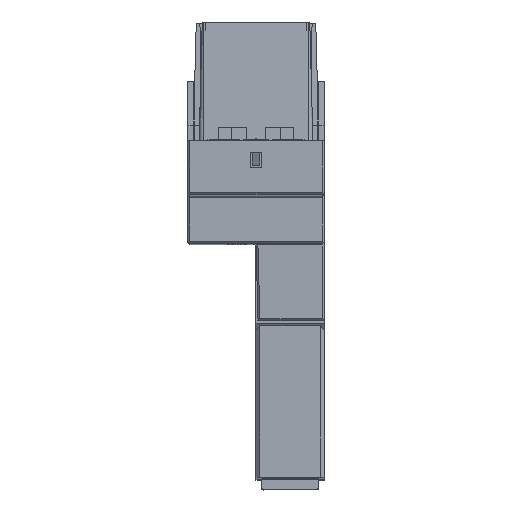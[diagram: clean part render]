
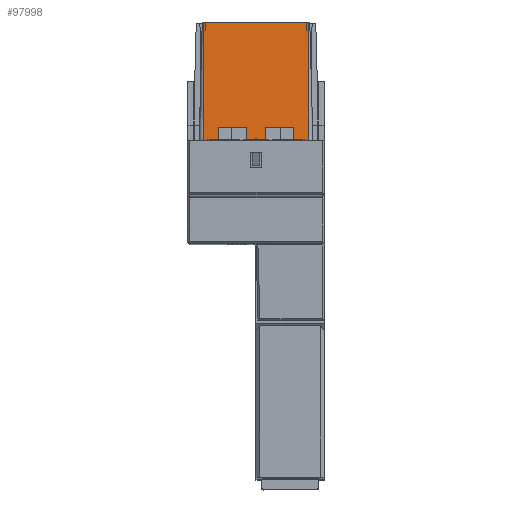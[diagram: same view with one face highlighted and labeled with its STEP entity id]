
A CAD part, top view. The second image highlights one B-rep face of the part: STEP entity #97998.
In plain terms, the highlighted face is planar.
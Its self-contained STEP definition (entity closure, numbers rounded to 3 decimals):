
#54690=DIRECTION('',(0.,0.,-1.));
#54691=VECTOR('',#54690,3.9);
#54692=CARTESIAN_POINT('',(-109.873,-27.,13.8));
#54693=LINE('',#54692,#54691);
#54697=DIRECTION('',(0.,0.,-1.));
#54698=VECTOR('',#54697,5.);
#54699=CARTESIAN_POINT('',(-109.873,-27.,2.5));
#54700=LINE('',#54699,#54698);
#54704=DIRECTION('',(0.,0.,-1.));
#54705=VECTOR('',#54704,3.9);
#54706=CARTESIAN_POINT('',(-109.873,-27.,-9.9));
#54707=LINE('',#54706,#54705);
#55426=DIRECTION('',(-0.026,1.,0.));
#55427=VECTOR('',#55426,31.411);
#55428=CARTESIAN_POINT('',(-109.05,-58.4,13.8));
#55429=LINE('',#55428,#55427);
#55512=DIRECTION('',(0.,0.,-1.));
#55513=VECTOR('',#55512,7.4);
#55514=CARTESIAN_POINT('',(-109.781,-30.5,9.9));
#55515=LINE('',#55514,#55513);
#55526=DIRECTION('',(0.026,-1.,0.));
#55527=VECTOR('',#55526,3.501);
#55528=CARTESIAN_POINT('',(-109.873,-27.,9.9));
#55529=LINE('',#55528,#55527);
#55554=DIRECTION('',(0.,0.,-1.));
#55555=VECTOR('',#55554,27.6);
#55556=CARTESIAN_POINT('',(-109.05,-58.4,13.8));
#55557=LINE('',#55556,#55555);
#55561=DIRECTION('',(0.026,-1.,0.));
#55562=VECTOR('',#55561,31.411);
#55563=CARTESIAN_POINT('',(-109.873,-27.,-13.8));
#55564=LINE('',#55563,#55562);
#58732=DIRECTION('',(-0.026,1.,0.));
#58733=VECTOR('',#58732,3.501);
#58734=CARTESIAN_POINT('',(-109.781,-30.5,-9.9));
#58735=LINE('',#58734,#58733);
#58753=DIRECTION('',(0.,0.,-1.));
#58754=VECTOR('',#58753,7.4);
#58755=CARTESIAN_POINT('',(-109.781,-30.5,-2.5));
#58756=LINE('',#58755,#58754);
#58767=DIRECTION('',(0.026,-1.,0.));
#58768=VECTOR('',#58767,3.501);
#58769=CARTESIAN_POINT('',(-109.873,-27.,-2.5));
#58770=LINE('',#58769,#58768);
#58844=DIRECTION('',(-0.026,1.,0.));
#58845=VECTOR('',#58844,3.501);
#58846=CARTESIAN_POINT('',(-109.781,-30.5,2.5));
#58847=LINE('',#58846,#58845);
#76009=CARTESIAN_POINT('',(-109.873,-27.,13.8));
#76010=VERTEX_POINT('',#76009);
#76011=CARTESIAN_POINT('',(-109.873,-27.,9.9));
#76012=VERTEX_POINT('',#76011);
#76017=CARTESIAN_POINT('',(-109.873,-27.,2.5));
#76018=VERTEX_POINT('',#76017);
#76019=CARTESIAN_POINT('',(-109.873,-27.,-2.5));
#76020=VERTEX_POINT('',#76019);
#76025=CARTESIAN_POINT('',(-109.873,-27.,-9.9));
#76026=VERTEX_POINT('',#76025);
#76027=CARTESIAN_POINT('',(-109.873,-27.,-13.8));
#76028=VERTEX_POINT('',#76027);
#76201=CARTESIAN_POINT('',(-109.05,-58.4,13.8));
#76202=VERTEX_POINT('',#76201);
#76211=CARTESIAN_POINT('',(-109.05,-58.4,-13.8));
#76212=VERTEX_POINT('',#76211);
#76221=CARTESIAN_POINT('',(-109.781,-30.5,9.9));
#76222=VERTEX_POINT('',#76221);
#76223=CARTESIAN_POINT('',(-109.781,-30.5,2.5));
#76224=VERTEX_POINT('',#76223);
#76225=CARTESIAN_POINT('',(-109.781,-30.5,-9.9));
#76226=VERTEX_POINT('',#76225);
#76227=CARTESIAN_POINT('',(-109.781,-30.5,-2.5));
#76228=VERTEX_POINT('',#76227);
#97974=CARTESIAN_POINT('',(-109.65,-35.5,15.812));
#97975=DIRECTION('',(-1.,-0.026,0.));
#97976=DIRECTION('',(0.,0.,-1.));
#97977=AXIS2_PLACEMENT_3D('',#97974,#97975,#97976);
#97978=PLANE('',#97977);
#97979=ORIENTED_EDGE('',*,*,#97828,.F.);
#97980=ORIENTED_EDGE('',*,*,#97861,.T.);
#97982=ORIENTED_EDGE('',*,*,#97981,.F.);
#97983=ORIENTED_EDGE('',*,*,#97217,.F.);
#97985=ORIENTED_EDGE('',*,*,#97984,.F.);
#97987=ORIENTED_EDGE('',*,*,#97986,.F.);
#97989=ORIENTED_EDGE('',*,*,#97988,.F.);
#97990=ORIENTED_EDGE('',*,*,#97209,.F.);
#97992=ORIENTED_EDGE('',*,*,#97991,.F.);
#97993=ORIENTED_EDGE('',*,*,#97934,.F.);
#97994=ORIENTED_EDGE('',*,*,#97954,.F.);
#97995=ORIENTED_EDGE('',*,*,#97201,.F.);
#97996=EDGE_LOOP('',(#97979,#97980,#97982,#97983,#97985,#97987,#97989,#97990,
#97992,#97993,#97994,#97995));
#97997=FACE_OUTER_BOUND('',#97996,.F.);
#97201=EDGE_CURVE('',#76010,#76012,#54693,.T.);
#97209=EDGE_CURVE('',#76018,#76020,#54700,.T.);
#97217=EDGE_CURVE('',#76026,#76028,#54707,.T.);
#97828=EDGE_CURVE('',#76202,#76010,#55429,.T.);
#97861=EDGE_CURVE('',#76202,#76212,#55557,.T.);
#97934=EDGE_CURVE('',#76222,#76224,#55515,.T.);
#97954=EDGE_CURVE('',#76012,#76222,#55529,.T.);
#97981=EDGE_CURVE('',#76028,#76212,#55564,.T.);
#97984=EDGE_CURVE('',#76226,#76026,#58735,.T.);
#97986=EDGE_CURVE('',#76228,#76226,#58756,.T.);
#97988=EDGE_CURVE('',#76020,#76228,#58770,.T.);
#97991=EDGE_CURVE('',#76224,#76018,#58847,.T.);
#97998=ADVANCED_FACE('',(#97997),#97978,.T.);
